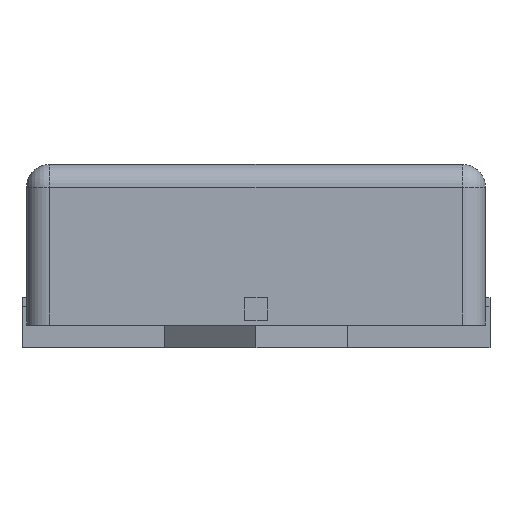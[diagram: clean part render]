
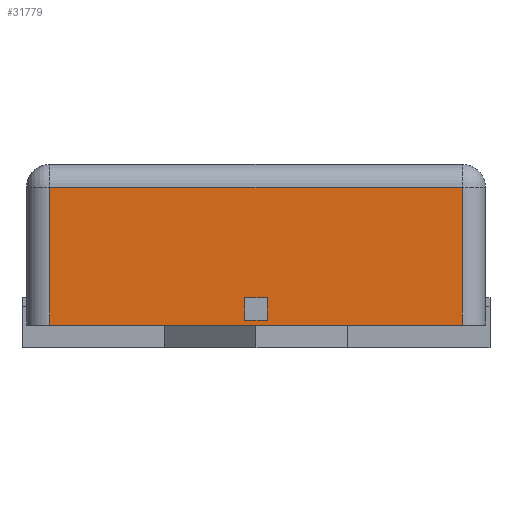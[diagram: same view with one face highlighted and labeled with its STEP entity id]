
A CAD part, left-side view. The second image highlights one B-rep face of the part: STEP entity #31779.
In plain terms, the highlighted planar face has unit normal (-1, 0, 0).
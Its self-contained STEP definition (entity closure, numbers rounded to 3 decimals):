
#239 = VECTOR ( 'NONE', #19068, 1000. ) ;
#492 = CARTESIAN_POINT ( 'NONE',  ( -0.5, -0.45, 0.05 ) ) ;
#602 = CARTESIAN_POINT ( 'NONE',  ( -0.5, 0.45, 0.4 ) ) ;
#1144 = EDGE_LOOP ( 'NONE', ( #19343, #12602, #19781, #14699 ) ) ;
#1680 = ORIENTED_EDGE ( 'NONE', *, *, #20163, .F. ) ;
#1705 = LINE ( 'NONE', #16802, #9960 ) ;
#1729 = VERTEX_POINT ( 'NONE', #492 ) ;
#1845 = LINE ( 'NONE', #14689, #239 ) ;
#1892 = PLANE ( 'NONE',  #20541 ) ;
#2335 = VERTEX_POINT ( 'NONE', #11396 ) ;
#2500 = VERTEX_POINT ( 'NONE', #21058 ) ;
#3638 = DIRECTION ( 'NONE',  ( 0., 1., 0. ) ) ;
#3724 = CARTESIAN_POINT ( 'NONE',  ( -0.5, 0.025, 0.11 ) ) ;
#3803 = CARTESIAN_POINT ( 'NONE',  ( -0.5, 0.45, 0.35 ) ) ;
#3830 = LINE ( 'NONE', #11009, #17755 ) ;
#4225 = EDGE_LOOP ( 'NONE', ( #8575, #24549, #1680, #16926 ) ) ;
#4710 = VERTEX_POINT ( 'NONE', #24075 ) ;
#7095 = EDGE_CURVE ( 'NONE', #20835, #2500, #1705, .T. ) ;
#8107 = EDGE_CURVE ( 'NONE', #4710, #8707, #25998, .T. ) ;
#8575 = ORIENTED_EDGE ( 'NONE', *, *, #20043, .F. ) ;
#8707 = VERTEX_POINT ( 'NONE', #13543 ) ;
#9206 = FACE_BOUND ( 'NONE', #4225, .T. ) ;
#9960 = VECTOR ( 'NONE', #26705, 1000. ) ;
#10422 = CARTESIAN_POINT ( 'NONE',  ( -0.5, 0.5, 0.05 ) ) ;
#10436 = LINE ( 'NONE', #22251, #22496 ) ;
#11009 = CARTESIAN_POINT ( 'NONE',  ( -0.5, -0.45, 0.4 ) ) ;
#11396 = CARTESIAN_POINT ( 'NONE',  ( -0.5, 0.45, 0.05 ) ) ;
#12130 = CARTESIAN_POINT ( 'NONE',  ( -0.5, 0.5, 0.4 ) ) ;
#12569 = DIRECTION ( 'NONE',  ( 0., 1., 0. ) ) ;
#12602 = ORIENTED_EDGE ( 'NONE', *, *, #16806, .T. ) ;
#13187 = DIRECTION ( 'NONE',  ( 0., -1., 0. ) ) ;
#13214 = EDGE_CURVE ( 'NONE', #18605, #2335, #15400, .T. ) ;
#13543 = CARTESIAN_POINT ( 'NONE',  ( -0.5, 0.025, 0.06 ) ) ;
#14359 = CARTESIAN_POINT ( 'NONE',  ( -0.5, -0.025, 0.06 ) ) ;
#14610 = VECTOR ( 'NONE', #3638, 1000. ) ;
#14689 = CARTESIAN_POINT ( 'NONE',  ( -0.5, 0.025, 0.06 ) ) ;
#14699 = ORIENTED_EDGE ( 'NONE', *, *, #13214, .T. ) ;
#15400 = LINE ( 'NONE', #602, #27672 ) ;
#15715 = CARTESIAN_POINT ( 'NONE',  ( -0.5, 0.5, 0.35 ) ) ;
#15939 = VERTEX_POINT ( 'NONE', #20929 ) ;
#16802 = CARTESIAN_POINT ( 'NONE',  ( -0.5, -0.025, 0.11 ) ) ;
#16806 = EDGE_CURVE ( 'NONE', #1729, #15939, #3830, .T. ) ;
#16926 = ORIENTED_EDGE ( 'NONE', *, *, #7095, .F. ) ;
#17755 = VECTOR ( 'NONE', #18163, 1000. ) ;
#18062 = DIRECTION ( 'NONE',  ( 0., 0., -1. ) ) ;
#18163 = DIRECTION ( 'NONE',  ( 0., 0., 1. ) ) ;
#18605 = VERTEX_POINT ( 'NONE', #3803 ) ;
#19068 = DIRECTION ( 'NONE',  ( 0., -1., 0. ) ) ;
#19343 = ORIENTED_EDGE ( 'NONE', *, *, #26561, .T. ) ;
#19781 = ORIENTED_EDGE ( 'NONE', *, *, #25994, .T. ) ;
#20043 = EDGE_CURVE ( 'NONE', #8707, #20835, #1845, .T. ) ;
#20163 = EDGE_CURVE ( 'NONE', #2500, #4710, #10436, .T. ) ;
#20309 = VECTOR ( 'NONE', #13187, 1000. ) ;
#20541 = AXIS2_PLACEMENT_3D ( 'NONE', #12130, #28861, #29022 ) ;
#20835 = VERTEX_POINT ( 'NONE', #14359 ) ;
#20929 = CARTESIAN_POINT ( 'NONE',  ( -0.5, -0.45, 0.35 ) ) ;
#21058 = CARTESIAN_POINT ( 'NONE',  ( -0.5, -0.025, 0.11 ) ) ;
#21285 = VECTOR ( 'NONE', #18062, 1000. ) ;
#22251 = CARTESIAN_POINT ( 'NONE',  ( -0.5, 0.025, 0.11 ) ) ;
#22496 = VECTOR ( 'NONE', #12569, 1000. ) ;
#24075 = CARTESIAN_POINT ( 'NONE',  ( -0.5, 0.025, 0.11 ) ) ;
#24549 = ORIENTED_EDGE ( 'NONE', *, *, #8107, .F. ) ;
#25994 = EDGE_CURVE ( 'NONE', #15939, #18605, #30636, .T. ) ;
#25998 = LINE ( 'NONE', #3724, #21285 ) ;
#26445 = LINE ( 'NONE', #10422, #20309 ) ;
#26561 = EDGE_CURVE ( 'NONE', #2335, #1729, #26445, .T. ) ;
#26705 = DIRECTION ( 'NONE',  ( 0., 0., 1. ) ) ;
#27672 = VECTOR ( 'NONE', #30495, 1000. ) ;
#28861 = DIRECTION ( 'NONE',  ( 1., 0., 0. ) ) ;
#29022 = DIRECTION ( 'NONE',  ( 0., 1., 0. ) ) ;
#30495 = DIRECTION ( 'NONE',  ( 0., 0., -1. ) ) ;
#30636 = LINE ( 'NONE', #15715, #14610 ) ;
#31469 = FACE_OUTER_BOUND ( 'NONE', #1144, .T. ) ;
#31779 = ADVANCED_FACE ( 'NONE', ( #31469, #9206 ), #1892, .F. ) ;
